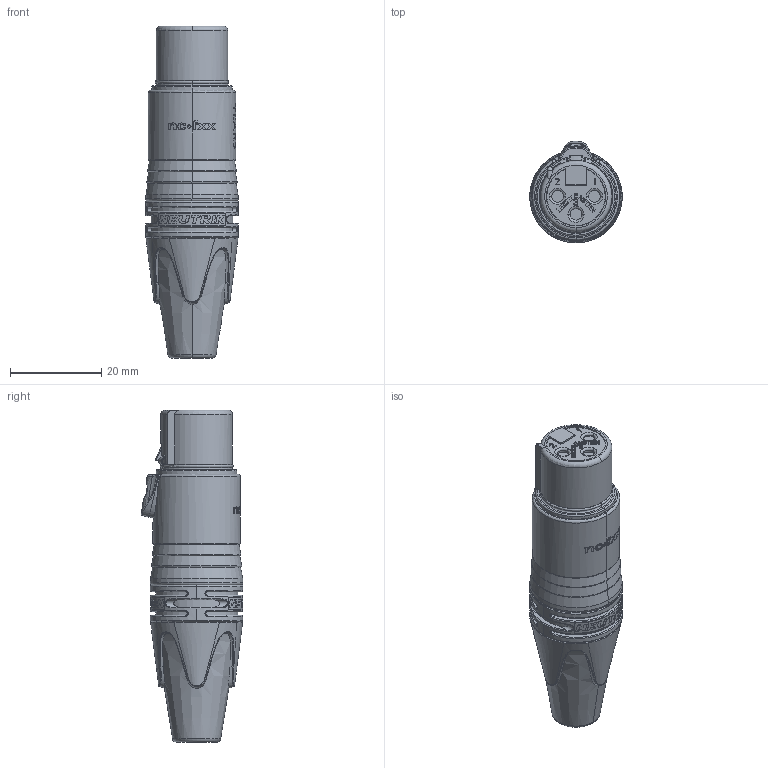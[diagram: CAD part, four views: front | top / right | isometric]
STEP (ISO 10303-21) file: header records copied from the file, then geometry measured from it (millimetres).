
FILE_DESCRIPTION((''),'2;1');
FILE_NAME('30012013','2025-01-17T08:32:52',('SYSTEM'),(''),'CREO PARAMETRIC BY PTC INC, 2023424','CREO PARAMETRIC BY PTC INC, 2023424','');
FILE_SCHEMA(('CONFIG_CONTROL_DESIGN'));
Products named in the file (1): 30012013
Bounding box: 20.33 x 22.36 x 72.94 mm (x, y, z)
Volume: 17313.6 mm3; surface area: 5090.4 mm2
Topology: 1 solids, 1 shells, 1055 faces, 2763 edges, 1783 vertices
Faces by surface type: plane 561, bspline 183, extrusion 126, cylinder 107, torus 51, cone 18, sphere 7, revolution 2
Entity records: 47414 total; most frequent: CARTESIAN_POINT 23186, ORIENTED_EDGE 5524, DIRECTION 4128, EDGE_CURVE 2762, VERTEX_POINT 1783, VECTOR 1578, LINE 1452, AXIS2_PLACEMENT_3D 1274
